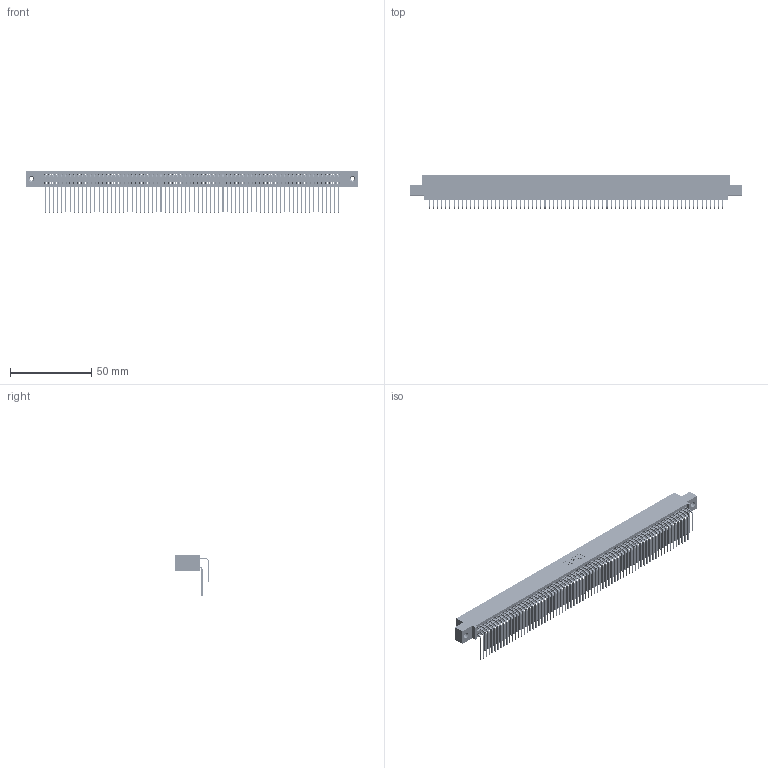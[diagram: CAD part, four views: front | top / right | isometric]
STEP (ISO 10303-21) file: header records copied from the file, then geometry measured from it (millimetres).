
FILE_DESCRIPTION (( 'STEP AP203' ), '1' );
FILE_NAME ('345-144-559-508.STEP', '2019-11-09T12:59:08', ( '' ), ( '' ), 'SwSTEP 2.0', 'SolidWorks 2016', '' );
FILE_SCHEMA (( 'CONFIG_CONTROL_DESIGN' ));
Length unit declared in the file: inch
Products named in the file (5): 345-292-001_558 559 Tail - 1; 345-250-001_345-250-003-102; 345 Part_0.110 Offset - 0.156 Dia-TI; 345-292-001_559 Tail - 2; 345-144-559-508
Assembly tree (147 placements, depth 2):
  345-144-559-508
    345 Part_0.110 Offset - 0.156 Dia-TI
    345-292-001_558 559 Tail - 1  x72
    345-292-001_559 Tail - 2  x72
    345-250-001_345-250-003-102  x2
Bounding box: 204.09 x 20.56 x 25.53 mm (x, y, z)
Volume: 20854.7 mm3; surface area: 35420.3 mm2
Topology: 147 solids, 147 shells, 7678 faces, 22809 edges, 15006 vertices
Faces by surface type: plane 5156, cylinder 2506, cone 12, torus 4
Entity records: 55424 total; most frequent: CARTESIAN_POINT 9290, ORIENTED_EDGE 9166, DIRECTION 8153, EDGE_CURVE 4583, LINE 4103, VECTOR 4103, VERTEX_POINT 3048, AXIS2_PLACEMENT_3D 2025
